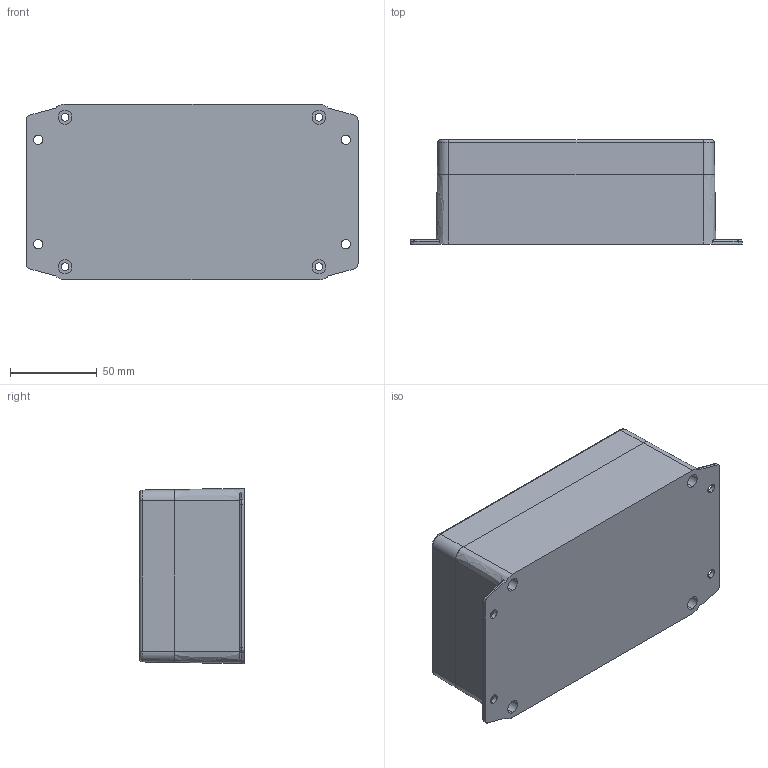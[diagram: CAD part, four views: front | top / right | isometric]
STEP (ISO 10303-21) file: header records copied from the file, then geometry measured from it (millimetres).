
FILE_DESCRIPTION (( 'STEP AP214' ), '1' );
FILE_NAME ('組合件1.STEP', '2014-02-19T01:46:28', ( 'NEF User' ), ( 'NEF User' ), 'SwSTEP 2.0', 'SolidWorks 2012', '' );
FILE_SCHEMA (( 'AUTOMOTIVE_DESIGN' ));
Length unit declared in the file: millimetre
Products named in the file (3): G116-上蓋; G116MFB; 組合件1
Assembly tree (2 placements, depth 2):
  組合件1
    G116MFB
    G116-上蓋
Bounding box: 190.9 x 60 x 100.9 mm (x, y, z)
Volume: 244761.2 mm3; surface area: 136096.2 mm2
Topology: 2 solids, 2 shells, 464 faces, 1168 edges, 726 vertices
Faces by surface type: cylinder 182, plane 136, bspline 70, cone 64, torus 12
Entity records: 17080 total; most frequent: CARTESIAN_POINT 4596, ORIENTED_EDGE 2320, DIRECTION 2189, EDGE_CURVE 1160, AXIS2_PLACEMENT_3D 816, VERTEX_POINT 726, VECTOR 557, LINE 557
